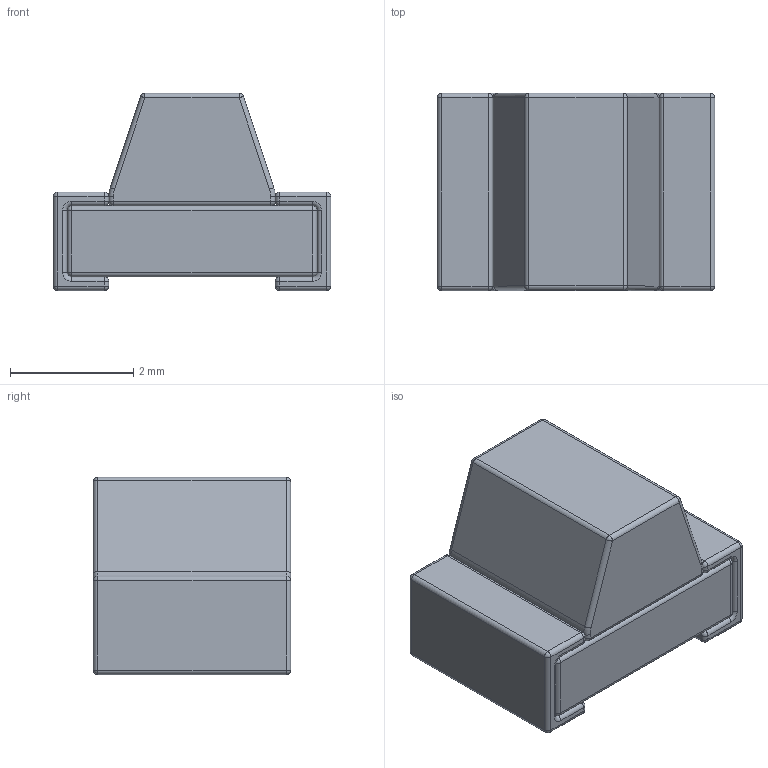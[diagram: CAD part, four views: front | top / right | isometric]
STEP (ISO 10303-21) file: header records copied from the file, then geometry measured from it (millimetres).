
FILE_DESCRIPTION(('FreeCAD Model'),'2;1');
FILE_NAME('Open CASCADE Shape Model','2023-08-06T18:34:01',(''),(''), 'Open CASCADE STEP processor 7.6','FreeCAD','Unknown');
FILE_SCHEMA(('AUTOMOTIVE_DESIGN { 1 0 10303 214 1 1 1 1 }'));
Length unit declared in the file: millimetre
Products named in the file (5): Unnamed; Substrate; Terminals; Terminals_Single; Casing
Assembly tree (5 placements, depth 3):
  Unnamed
    Substrate
    Terminals
      Terminals_Single  x2
    Casing
Bounding box: 4.5 x 3.2 x 3.2 mm (x, y, z)
Volume: 32.1 mm3; surface area: 115.8 mm2
Topology: 4 solids, 4 shells, 164 faces, 364 edges, 168 vertices
Faces by surface type: cylinder 78, sphere 40, plane 34, torus 12
Entity records: 5748 total; most frequent: CARTESIAN_POINT 1092, DIRECTION 874, ORIENTED_EDGE 448, PCURVE 448, DEFINITIONAL_REPRESENTATION 448, LINE 400, VECTOR 400, AXIS2_PLACEMENT_3D 236
